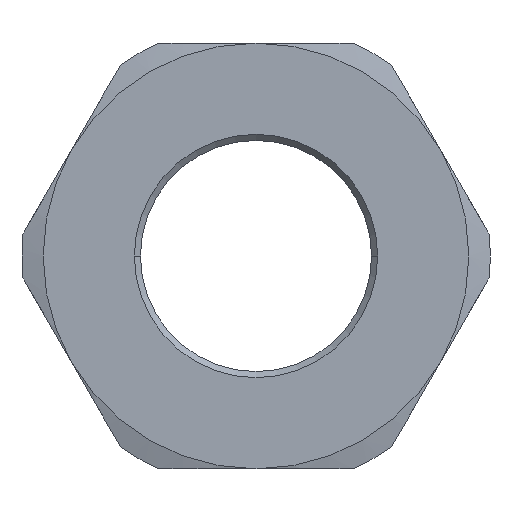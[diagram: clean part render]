
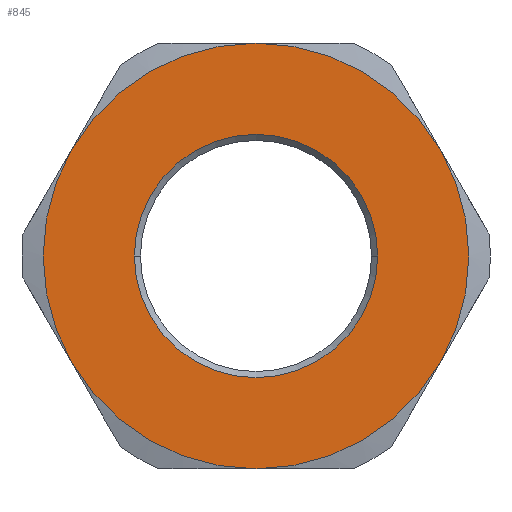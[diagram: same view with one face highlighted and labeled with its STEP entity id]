
A CAD part, left-side view. The second image highlights one B-rep face of the part: STEP entity #845.
In plain terms, the highlighted planar face has unit normal (-1, 0, 0).
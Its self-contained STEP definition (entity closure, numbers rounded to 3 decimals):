
#18 = CIRCLE ( 'NONE', #298, 35. ) ;
#35 = VERTEX_POINT ( 'NONE', #507 ) ;
#42 = CIRCLE ( 'NONE', #627, 35. ) ;
#43 = DIRECTION ( 'NONE',  ( 1., 0., 0. ) ) ;
#61 = FACE_BOUND ( 'NONE', #569, .T. ) ;
#67 = EDGE_CURVE ( 'NONE', #929, #528, #213, .T. ) ;
#77 = CIRCLE ( 'NONE', #313, 35. ) ;
#98 = AXIS2_PLACEMENT_3D ( 'NONE', #984, #427, #1091 ) ;
#160 = CARTESIAN_POINT ( 'NONE',  ( 0., 0., 0. ) ) ;
#162 = VERTEX_POINT ( 'NONE', #338 ) ;
#180 = EDGE_CURVE ( 'NONE', #309, #35, #832, .T. ) ;
#194 = DIRECTION ( 'NONE',  ( 1., 0., 0. ) ) ;
#199 = CIRCLE ( 'NONE', #567, 35. ) ;
#213 = CIRCLE ( 'NONE', #594, 35. ) ;
#261 = DIRECTION ( 'NONE',  ( 1., 0., 0. ) ) ;
#288 = DIRECTION ( 'NONE',  ( 1., 0., 0. ) ) ;
#292 = CARTESIAN_POINT ( 'NONE',  ( 0., 0., 0. ) ) ;
#298 = AXIS2_PLACEMENT_3D ( 'NONE', #850, #288, #947 ) ;
#307 = EDGE_CURVE ( 'NONE', #162, #929, #199, .T. ) ;
#309 = VERTEX_POINT ( 'NONE', #1050 ) ;
#313 = AXIS2_PLACEMENT_3D ( 'NONE', #740, #194, #837 ) ;
#338 = CARTESIAN_POINT ( 'NONE',  ( 0., -30.311, 17.5 ) ) ;
#340 = DIRECTION ( 'NONE',  ( 1., 0., 0. ) ) ;
#343 = CARTESIAN_POINT ( 'NONE',  ( 0., 0., 35. ) ) ;
#386 = VERTEX_POINT ( 'NONE', #730 ) ;
#407 = EDGE_LOOP ( 'NONE', ( #851, #999, #557, #808, #867, #1177 ) ) ;
#424 = CARTESIAN_POINT ( 'NONE',  ( 0., 0., 0. ) ) ;
#427 = DIRECTION ( 'NONE',  ( 1., 0., 0. ) ) ;
#467 = AXIS2_PLACEMENT_3D ( 'NONE', #1096, #517, #1202 ) ;
#507 = CARTESIAN_POINT ( 'NONE',  ( 0., 20., 0. ) ) ;
#511 = DIRECTION ( 'NONE',  ( 0., 0., -1. ) ) ;
#517 = DIRECTION ( 'NONE',  ( -1., 0., 0. ) ) ;
#528 = VERTEX_POINT ( 'NONE', #844 ) ;
#556 = EDGE_CURVE ( 'NONE', #1226, #162, #18, .T. ) ;
#557 = ORIENTED_EDGE ( 'NONE', *, *, #307, .F. ) ;
#567 = AXIS2_PLACEMENT_3D ( 'NONE', #292, #1119, #1101 ) ;
#569 = EDGE_LOOP ( 'NONE', ( #646, #668 ) ) ;
#575 = CIRCLE ( 'NONE', #467, 35. ) ;
#590 = CARTESIAN_POINT ( 'NONE',  ( 0., 0., 0. ) ) ;
#594 = AXIS2_PLACEMENT_3D ( 'NONE', #424, #1090, #511 ) ;
#604 = CARTESIAN_POINT ( 'NONE',  ( 0., 30.311, -17.5 ) ) ;
#627 = AXIS2_PLACEMENT_3D ( 'NONE', #590, #43, #686 ) ;
#646 = ORIENTED_EDGE ( 'NONE', *, *, #180, .T. ) ;
#648 = AXIS2_PLACEMENT_3D ( 'NONE', #160, #340, #992 ) ;
#668 = ORIENTED_EDGE ( 'NONE', *, *, #768, .T. ) ;
#686 = DIRECTION ( 'NONE',  ( 0., 0., -1. ) ) ;
#712 = PLANE ( 'NONE',  #648 ) ;
#730 = CARTESIAN_POINT ( 'NONE',  ( 0., 30.311, 17.5 ) ) ;
#740 = CARTESIAN_POINT ( 'NONE',  ( 0., 0., 0. ) ) ;
#768 = EDGE_CURVE ( 'NONE', #35, #309, #1029, .T. ) ;
#776 = VERTEX_POINT ( 'NONE', #604 ) ;
#808 = ORIENTED_EDGE ( 'NONE', *, *, #556, .F. ) ;
#814 = EDGE_CURVE ( 'NONE', #1226, #386, #575, .T. ) ;
#817 = CARTESIAN_POINT ( 'NONE',  ( 0., 0., 0. ) ) ;
#819 = CARTESIAN_POINT ( 'NONE',  ( 0., -30.311, -17.5 ) ) ;
#832 = CIRCLE ( 'NONE', #1115, 20. ) ;
#837 = DIRECTION ( 'NONE',  ( 0., 0., -1. ) ) ;
#844 = CARTESIAN_POINT ( 'NONE',  ( 0., 0., -35. ) ) ;
#845 = ADVANCED_FACE ( 'NONE', ( #61, #993 ), #712, .F. ) ;
#850 = CARTESIAN_POINT ( 'NONE',  ( 0., 0., 0. ) ) ;
#851 = ORIENTED_EDGE ( 'NONE', *, *, #1031, .F. ) ;
#867 = ORIENTED_EDGE ( 'NONE', *, *, #814, .T. ) ;
#914 = DIRECTION ( 'NONE',  ( 0., 0., -1. ) ) ;
#929 = VERTEX_POINT ( 'NONE', #819 ) ;
#947 = DIRECTION ( 'NONE',  ( 0., 0., -1. ) ) ;
#984 = CARTESIAN_POINT ( 'NONE',  ( 0., 0., 0. ) ) ;
#992 = DIRECTION ( 'NONE',  ( 0., 0., -1. ) ) ;
#993 = FACE_OUTER_BOUND ( 'NONE', #407, .T. ) ;
#999 = ORIENTED_EDGE ( 'NONE', *, *, #67, .F. ) ;
#1029 = CIRCLE ( 'NONE', #98, 20. ) ;
#1031 = EDGE_CURVE ( 'NONE', #528, #776, #77, .T. ) ;
#1050 = CARTESIAN_POINT ( 'NONE',  ( 0., -20., 0. ) ) ;
#1071 = EDGE_CURVE ( 'NONE', #776, #386, #42, .T. ) ;
#1090 = DIRECTION ( 'NONE',  ( 1., 0., 0. ) ) ;
#1091 = DIRECTION ( 'NONE',  ( 0., 0., -1. ) ) ;
#1096 = CARTESIAN_POINT ( 'NONE',  ( 0., 0., 0. ) ) ;
#1101 = DIRECTION ( 'NONE',  ( 0., 0., -1. ) ) ;
#1115 = AXIS2_PLACEMENT_3D ( 'NONE', #817, #261, #914 ) ;
#1119 = DIRECTION ( 'NONE',  ( 1., 0., 0. ) ) ;
#1177 = ORIENTED_EDGE ( 'NONE', *, *, #1071, .F. ) ;
#1202 = DIRECTION ( 'NONE',  ( 0., 0., 1. ) ) ;
#1226 = VERTEX_POINT ( 'NONE', #343 ) ;
